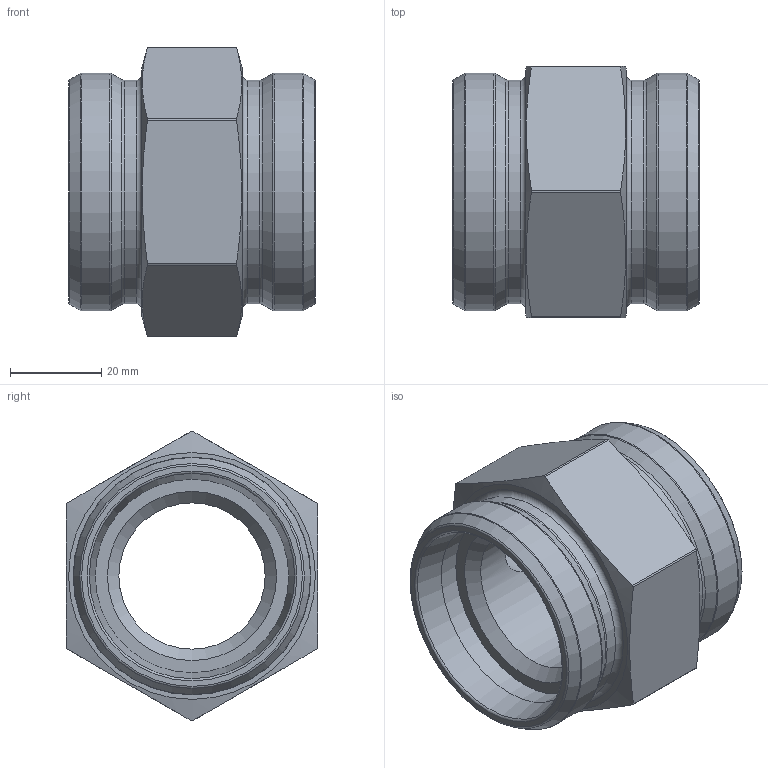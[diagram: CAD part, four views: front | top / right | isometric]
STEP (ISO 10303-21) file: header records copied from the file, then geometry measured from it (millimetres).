
FILE_DESCRIPTION(/* description */ (''),/* implementation_level */ '2;1');
FILE_NAME(/* name */ 'X-DEV42.stp',/* time_stamp */ '2023-10-16T11:50:59+02:00',/* author */ (''),/* organization */ (''),/* preprocessor_version */ 'ST-DEVELOPER v16',/* originating_system */ 'SIEMENS PLM Software NX 10.0',/* authorisation */ '');
FILE_SCHEMA (('CONFIG_CONTROL_DESIGN'));
Length unit declared in the file: millimetre
Products named in the file (1): X-DEV42
Bounding box: 54 x 55 x 63.3 mm (x, y, z)
Volume: 62215.1 mm3; surface area: 18565.4 mm2
Topology: 1 solids, 1 shells, 49 faces, 111 edges, 68 vertices
Faces by surface type: cylinder 14, plane 12, torus 12, cone 11
Full cylindrical faces by diameter (mm): 11.5 x1, 32 x1, 42.345 x2, 48.9 x2, 52 x2
Entity records: 1286 total; most frequent: CARTESIAN_POINT 253, DIRECTION 208, ORIENTED_EDGE 146, AXIS2_PLACEMENT_3D 98, EDGE_LOOP 88, FACE_BOUND 77, EDGE_CURVE 73, VERTEX_POINT 61
